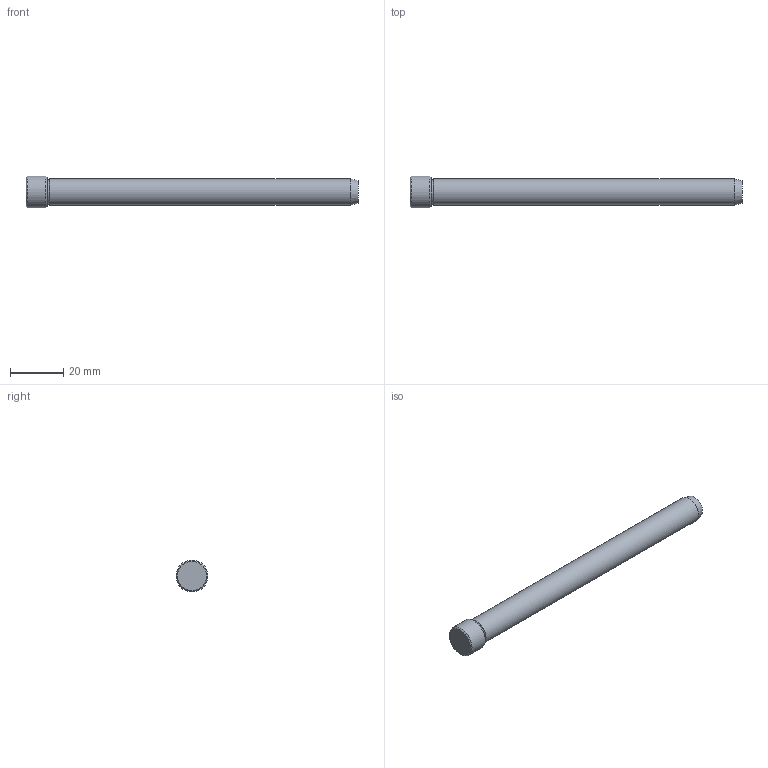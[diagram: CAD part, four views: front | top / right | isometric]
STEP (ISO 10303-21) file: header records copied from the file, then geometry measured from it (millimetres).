
FILE_DESCRIPTION( ( 'Unknown' ), '1' );
FILE_NAME( 'G2_12x125.stp', 'Unknown', ( 'Unknown' ), ( 'Unknown' ), 'XStep 1.0', 'Unknown', ' ' );
FILE_SCHEMA( ( 'CONFIG_CONTROL_DESIGN' ) );
Length unit declared in the file: millimetre
Products named in the file (1): 1
Bounding box: 125 x 12 x 12 mm (x, y, z)
Volume: 10037.1 mm3; surface area: 4167.8 mm2
Topology: 1 solids, 1 shells, 9 faces, 15 edges, 9 vertices
Faces by surface type: plane 3, cone 3, cylinder 2, torus 1
Full cylindrical faces by diameter (mm): 10 x1, 12 x1
Entity records: 219 total; most frequent: DIRECTION 36, CARTESIAN_POINT 26, AXIS2_PLACEMENT_3D 18, EDGE_LOOP 16, ORIENTED_EDGE 16, FACE_OUTER_BOUND 12, ADVANCED_FACE 9, EDGE_CURVE 8
